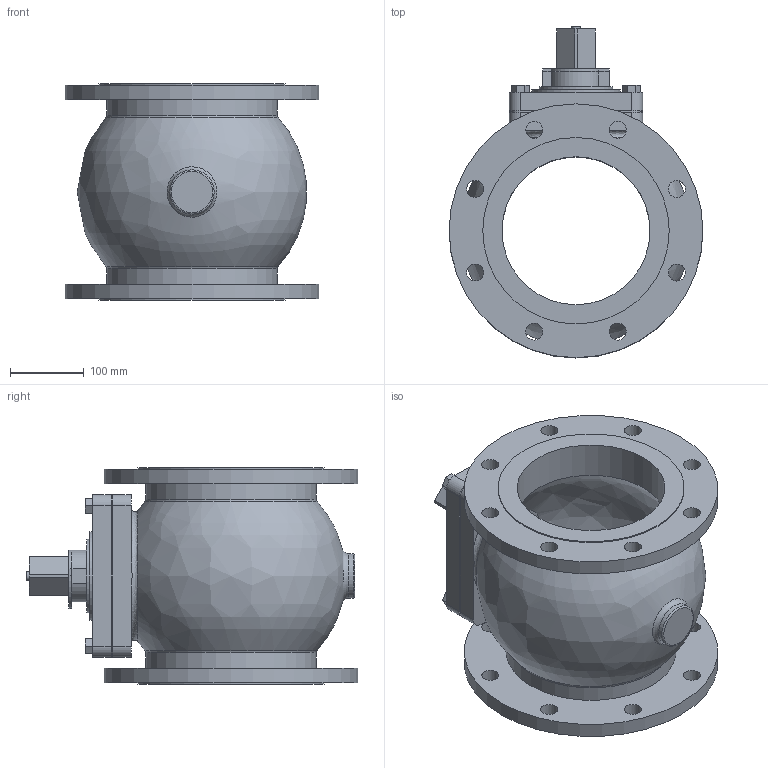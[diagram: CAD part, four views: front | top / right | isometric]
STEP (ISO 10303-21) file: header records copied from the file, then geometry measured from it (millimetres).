
FILE_DESCRIPTION(/* description */ ('ECCENTRIC PLUG VALVE VM4920 DN200'),/* implementation_level */ '2;1');
FILE_NAME(/* name */ 'ECCENTRIC PLUG VALVE VM4920 DN200.stp',/* time_stamp */ '2020-04-03T14:28:21+06:00',/* author */ ('rahul_marsute'),/* organization */ (''),/* preprocessor_version */ 'ST-DEVELOPER v18',/* originating_system */ 'Autodesk Inventor 2020',/* authorisation */ '');
FILE_SCHEMA (('AUTOMOTIVE_DESIGN { 1 0 10303 214 3 1 1 }'));
Length unit declared in the file: millimetre
Products named in the file (1): ECCENTRIC PLUG VALVE VM4920 DN200
Bounding box: 343 x 448.5 x 292 mm (x, y, z)
Volume: 7869637.9 mm3; surface area: 851608.4 mm2
Topology: 1 solids, 1 shells, 136 faces, 384 edges, 271 vertices
Faces by surface type: plane 82, cylinder 47, torus 4, bspline 3
Full cylindrical faces by diameter (mm): 12 x1, 23 x16, 30 x2, 60 x1, 100 x1, 120 x1, 200 x2, 230 x2, 252 x2, 343 x2
Entity records: 5056 total; most frequent: CARTESIAN_POINT 1245, DIRECTION 798, ORIENTED_EDGE 768, EDGE_CURVE 384, AXIS2_PLACEMENT_3D 289, VERTEX_POINT 271, LINE 220, VECTOR 220
